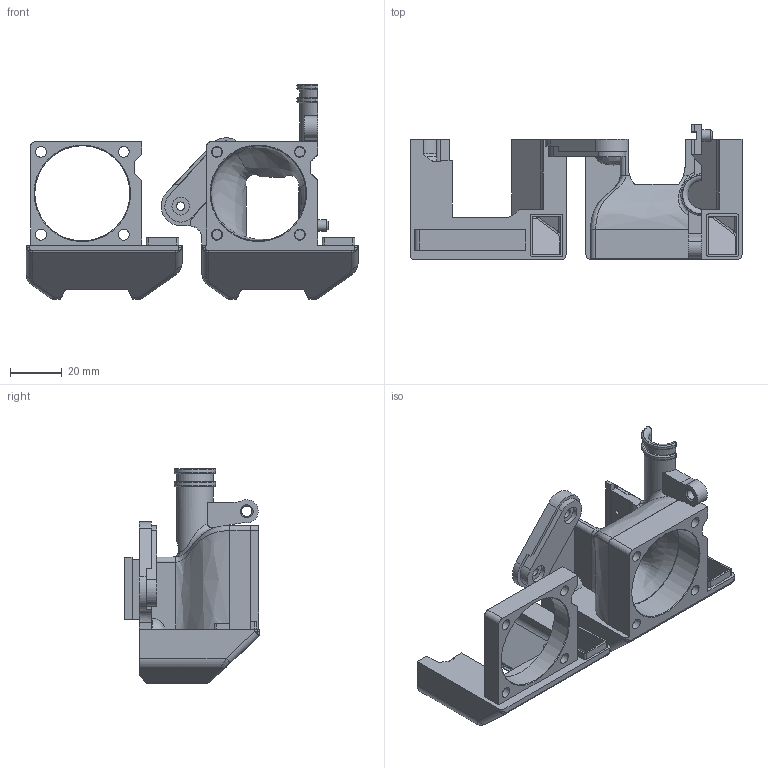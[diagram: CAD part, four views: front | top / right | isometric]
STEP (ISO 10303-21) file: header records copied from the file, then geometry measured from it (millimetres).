
FILE_DESCRIPTION(/* description */ (''),/* implementation_level */ '2;1');
FILE_NAME(/* name */ 'RS_Cooler_Remix.step',/* time_stamp */ '2020-03-01T02:37:05-05:00',/* author */ (''),/* organization */ (''),/* preprocessor_version */ 'ST-DEVELOPER v18',/* originating_system */ 'Autodesk Translation Framework v8.12.0.6',/* authorisation */ '');
FILE_SCHEMA (('AUTOMOTIVE_DESIGN { 1 0 10303 214 3 1 1 }'));
Length unit declared in the file: millimetre
Products named in the file (1): RS_Cooler_Remix
Bounding box: 128.27 x 51.95 x 83 mm (x, y, z)
Volume: 53162.9 mm3; surface area: 49061 mm2
Topology: 5 solids, 5 shells, 497 faces, 1354 edges, 866 vertices
Faces by surface type: plane 234, cylinder 161, bspline 51, cone 20, torus 19, sphere 12
Full cylindrical faces by diameter (mm): 2.4 x2, 3.3 x2, 4 x1, 4.2 x8, 4.399 x1, 4.4 x2, 6.8 x4, 36.8 x2
Entity records: 20805 total; most frequent: CARTESIAN_POINT 8283, ORIENTED_EDGE 2680, DIRECTION 2544, EDGE_CURVE 1340, AXIS2_PLACEMENT_3D 897, VERTEX_POINT 866, LINE 750, VECTOR 750
